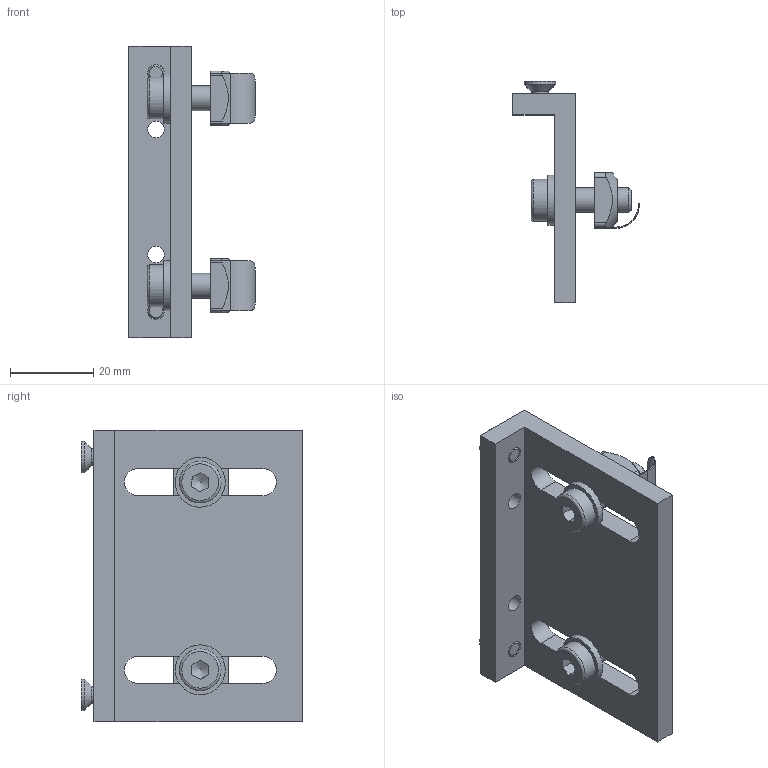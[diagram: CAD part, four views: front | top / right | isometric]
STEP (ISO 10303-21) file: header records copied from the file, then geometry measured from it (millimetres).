
FILE_DESCRIPTION(/* description */ ('Träger für Kugelschnäpper 70 F'),/* implementation_level */ '2;1');
FILE_NAME(/* name */ 'ZEI_CAD_211137-7-REV00_#SALL_#AIN_#V1.step',/* time_stamp */ '2022-10-10T06:57:14+02:00',/* author */ ('MiniTec'),/* organization */ ('MiniTec GmbH & Co.KG'),/* preprocessor_version */ 'ST-DEVELOPER v18.1',/* originating_system */ 'Autodesk Inventor 2021',/* authorisation */ '');
FILE_SCHEMA (('CONFIG_CONTROL_DESIGN'));
Length unit declared in the file: millimetre
Products named in the file (6): MTW_1-00035203; leer; leer_1; 21-1351-2FZ.005; leer_2; leer_3
Assembly tree (9 placements, depth 2):
  MTW_1-00035203
    leer
    leer_1  x2
    21-1351-2FZ.005  x2
    leer_2  x2
    leer_3  x2
Bounding box: 30.31 x 53 x 70 mm (x, y, z)
Volume: 22072.4 mm3; surface area: 13709.5 mm2
Topology: 9 solids, 9 shells, 124 faces, 314 edges, 210 vertices
Faces by surface type: plane 70, cylinder 38, cone 12, torus 4
Full cylindrical faces by diameter (mm): 4 x6, 6 x4, 6.4 x2, 7.53 x2, 10 x2, 12 x2
Entity records: 2517 total; most frequent: CARTESIAN_POINT 520, DIRECTION 375, ORIENTED_EDGE 364, EDGE_CURVE 182, AXIS2_PLACEMENT_3D 136, VERTEX_POINT 123, LINE 103, VECTOR 103
